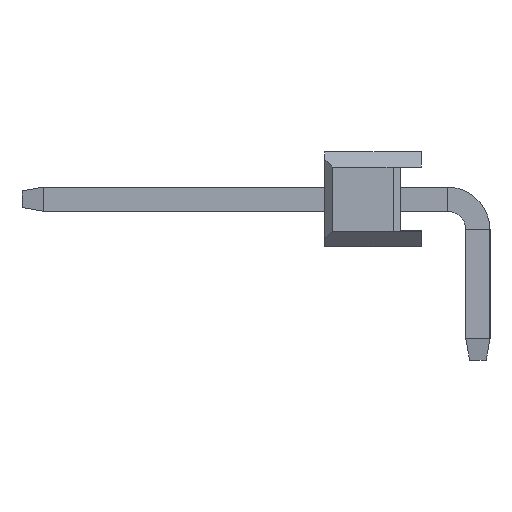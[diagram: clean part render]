
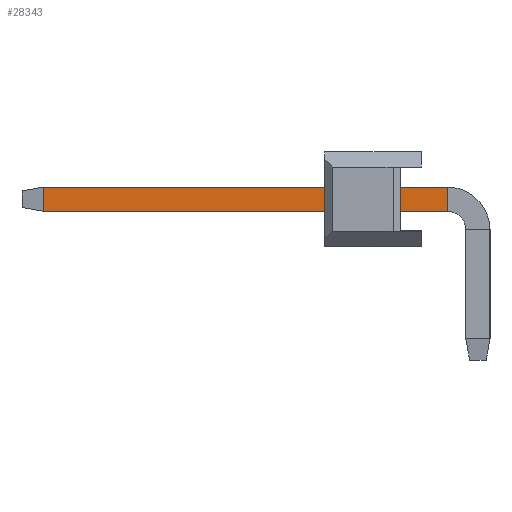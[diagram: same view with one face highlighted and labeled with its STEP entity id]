
A CAD part, left-side view. The second image highlights one B-rep face of the part: STEP entity #28343.
In plain terms, the highlighted planar face has unit normal (-1, 0, 0).
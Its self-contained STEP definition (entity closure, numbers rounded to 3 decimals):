
#1009 = CARTESIAN_POINT ( 'NONE',  ( -66.36, -0.7, 0.32 ) ) ;
#1588 = EDGE_LOOP ( 'NONE', ( #4250, #26377, #10485, #7140 ) ) ;
#2022 = VERTEX_POINT ( 'NONE', #1009 ) ;
#4250 = ORIENTED_EDGE ( 'NONE', *, *, #21965, .F. ) ;
#5052 = VERTEX_POINT ( 'NONE', #32747 ) ;
#6987 = CARTESIAN_POINT ( 'NONE',  ( -66.36, 9.973, -0.32 ) ) ;
#7140 = ORIENTED_EDGE ( 'NONE', *, *, #16725, .T. ) ;
#7369 = DIRECTION ( 'NONE',  ( 0., -1., 0. ) ) ;
#8558 = DIRECTION ( 'NONE',  ( 1., 0., 0. ) ) ;
#10183 = LINE ( 'NONE', #21752, #20070 ) ;
#10485 = ORIENTED_EDGE ( 'NONE', *, *, #27337, .T. ) ;
#11231 = LINE ( 'NONE', #22798, #15008 ) ;
#11417 = FACE_OUTER_BOUND ( 'NONE', #1588, .T. ) ;
#12917 = LINE ( 'NONE', #24467, #25809 ) ;
#15008 = VECTOR ( 'NONE', #34365, 1000. ) ;
#15981 = VECTOR ( 'NONE', #7369, 1000. ) ;
#16725 = EDGE_CURVE ( 'NONE', #24928, #2022, #10183, .T. ) ;
#20070 = VECTOR ( 'NONE', #33332, 1000. ) ;
#20130 = DIRECTION ( 'NONE',  ( 0., 0., -1. ) ) ;
#21752 = CARTESIAN_POINT ( 'NONE',  ( -66.36, -0.7, 0.32 ) ) ;
#21794 = LINE ( 'NONE', #33368, #15981 ) ;
#21965 = EDGE_CURVE ( 'NONE', #5052, #2022, #21794, .T. ) ;
#22798 = CARTESIAN_POINT ( 'NONE',  ( -66.36, 10.54, -0.32 ) ) ;
#22983 = PLANE ( 'NONE',  #36246 ) ;
#24467 = CARTESIAN_POINT ( 'NONE',  ( -66.36, 9.973, -0.32 ) ) ;
#24928 = VERTEX_POINT ( 'NONE', #37369 ) ;
#25809 = VECTOR ( 'NONE', #36025, 1000. ) ;
#26377 = ORIENTED_EDGE ( 'NONE', *, *, #32288, .T. ) ;
#27337 = EDGE_CURVE ( 'NONE', #34689, #24928, #11231, .T. ) ;
#28343 = ADVANCED_FACE ( 'NONE', ( #11417 ), #22983, .F. ) ;
#32288 = EDGE_CURVE ( 'NONE', #5052, #34689, #12917, .T. ) ;
#32747 = CARTESIAN_POINT ( 'NONE',  ( -66.36, 9.973, 0.32 ) ) ;
#33332 = DIRECTION ( 'NONE',  ( 0., 0., 1. ) ) ;
#33368 = CARTESIAN_POINT ( 'NONE',  ( -66.36, 10.54, 0.32 ) ) ;
#34365 = DIRECTION ( 'NONE',  ( 0., -1., 0. ) ) ;
#34543 = CARTESIAN_POINT ( 'NONE',  ( -66.36, 10.54, 0.32 ) ) ;
#34689 = VERTEX_POINT ( 'NONE', #6987 ) ;
#36025 = DIRECTION ( 'NONE',  ( 0., 0., -1. ) ) ;
#36246 = AXIS2_PLACEMENT_3D ( 'NONE', #34543, #8558, #20130 ) ;
#37369 = CARTESIAN_POINT ( 'NONE',  ( -66.36, -0.7, -0.32 ) ) ;
